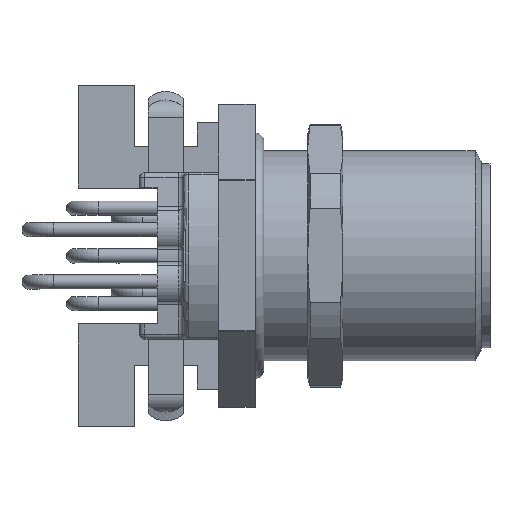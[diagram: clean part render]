
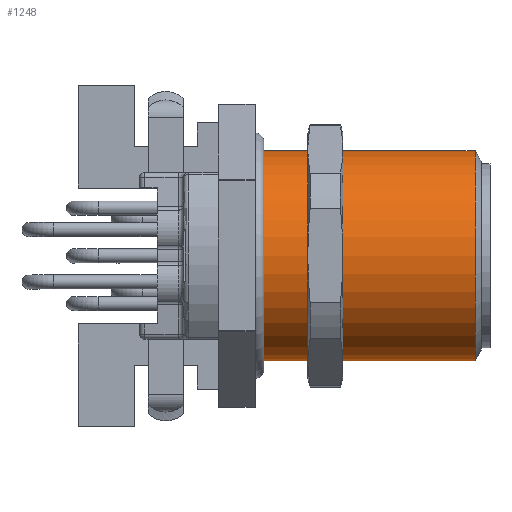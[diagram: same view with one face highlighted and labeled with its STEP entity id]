
A CAD part, top view. The second image highlights one B-rep face of the part: STEP entity #1248.
In plain terms, the highlighted cylindrical face has radius 6 mm (diameter 12 mm), a full revolution.
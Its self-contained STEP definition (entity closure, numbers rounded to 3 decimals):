
#378=FACE_BOUND('',#2108,.T.);
#379=FACE_BOUND('',#2109,.T.);
#543=CYLINDRICAL_SURFACE('',#6267,6.);
#849=CIRCLE('',#6200,6.);
#885=CIRCLE('',#6265,6.);
#1248=ADVANCED_FACE('',(#378,#379),#543,.T.);
#2108=EDGE_LOOP('',(#3526));
#2109=EDGE_LOOP('',(#3527));
#3526=ORIENTED_EDGE('',*,*,#4876,.T.);
#3527=ORIENTED_EDGE('',*,*,#4828,.F.);
#4103=VERTEX_POINT('',#10119);
#4144=VERTEX_POINT('',#10491);
#4828=EDGE_CURVE('',#4103,#4103,#849,.T.);
#4876=EDGE_CURVE('',#4144,#4144,#885,.T.);
#6200=AXIS2_PLACEMENT_3D('',#10118,#7698,#7699);
#6265=AXIS2_PLACEMENT_3D('',#10490,#7838,#7839);
#6267=AXIS2_PLACEMENT_3D('',#10493,#7842,#7843);
#7698=DIRECTION('',(-1.,0.,0.));
#7699=DIRECTION('',(0.,0.,1.));
#7838=DIRECTION('',(-1.,0.,0.));
#7839=DIRECTION('',(0.,-0.5,-0.866));
#7842=DIRECTION('',(-1.,0.,0.));
#7843=DIRECTION('',(0.,-0.5,-0.866));
#10118=CARTESIAN_POINT('',(2.1,0.,0.));
#10119=CARTESIAN_POINT('',(2.1,0.,6.));
#10490=CARTESIAN_POINT('',(14.646,0.,0.));
#10491=CARTESIAN_POINT('',(14.646,-3.,-5.196));
#10493=CARTESIAN_POINT('',(8.8,0.,0.));
